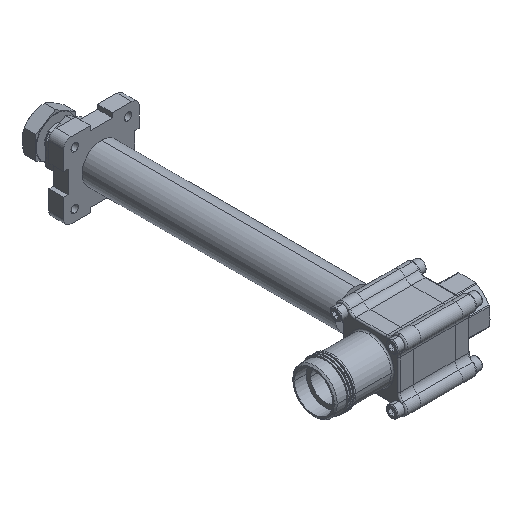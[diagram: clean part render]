
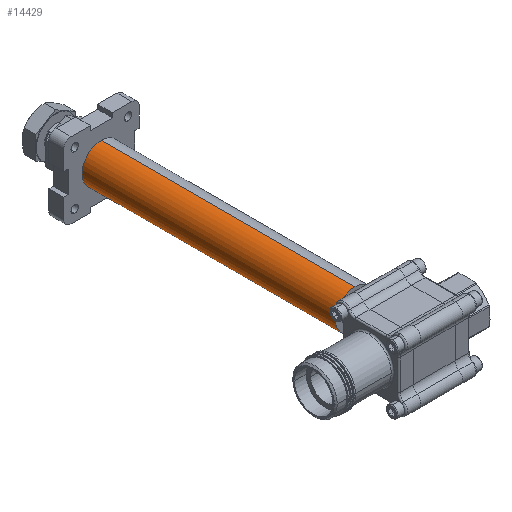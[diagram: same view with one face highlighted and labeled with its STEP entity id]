
A CAD part, isometric view. The second image highlights one B-rep face of the part: STEP entity #14429.
In plain terms, the highlighted cylindrical face has radius 13.1 mm (diameter 26.2 mm), a partial arc.
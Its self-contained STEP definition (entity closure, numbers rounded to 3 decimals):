
#96 = ORIENTED_EDGE ( 'NONE', *, *, #87393, .T. ) ;
#190 = AXIS2_PLACEMENT_3D ( 'NONE', #64576, #72693, #10300 ) ;
#1203 = CARTESIAN_POINT ( 'NONE',  ( 0., 34.67, 0. ) ) ;
#7811 = DIRECTION ( 'NONE',  ( 0., 0., -1. ) ) ;
#9309 = FACE_OUTER_BOUND ( 'NONE', #63267, .T. ) ;
#9797 = ORIENTED_EDGE ( 'NONE', *, *, #34743, .F. ) ;
#10300 = DIRECTION ( 'NONE',  ( 0., 0., -1. ) ) ;
#14429 = ADVANCED_FACE ( 'NONE', ( #9309 ), #94524, .T. ) ;
#15340 = LINE ( 'NONE', #23449, #96271 ) ;
#19506 = CIRCLE ( 'NONE', #56810, 13.1 ) ;
#21428 = DIRECTION ( 'NONE',  ( 0., -1., 0. ) ) ;
#21609 = DIRECTION ( 'NONE',  ( 0., -1., 0. ) ) ;
#22127 = EDGE_CURVE ( 'NONE', #69692, #41495, #82503, .T. ) ;
#23449 = CARTESIAN_POINT ( 'NONE',  ( 0., 0., -13.1 ) ) ;
#32636 = DIRECTION ( 'NONE',  ( 0., -1., 0. ) ) ;
#34123 = CARTESIAN_POINT ( 'NONE',  ( 0., 0., 0. ) ) ;
#34512 = AXIS2_PLACEMENT_3D ( 'NONE', #34123, #32636, #96509 ) ;
#34625 = ORIENTED_EDGE ( 'NONE', *, *, #65077, .T. ) ;
#34743 = EDGE_CURVE ( 'NONE', #41495, #71083, #19506, .T. ) ;
#36963 = VECTOR ( 'NONE', #21609, 1000. ) ;
#40850 = CARTESIAN_POINT ( 'NONE',  ( 0., 34.67, -13.1 ) ) ;
#41495 = VERTEX_POINT ( 'NONE', #47328 ) ;
#46348 = DIRECTION ( 'NONE',  ( 0., -1., 0. ) ) ;
#46870 = ORIENTED_EDGE ( 'NONE', *, *, #22127, .F. ) ;
#47328 = CARTESIAN_POINT ( 'NONE',  ( 0., 34.67, 13.1 ) ) ;
#51407 = VERTEX_POINT ( 'NONE', #74360 ) ;
#56810 = AXIS2_PLACEMENT_3D ( 'NONE', #1203, #46348, #7811 ) ;
#63267 = EDGE_LOOP ( 'NONE', ( #46870, #96, #34625, #9797 ) ) ;
#64576 = CARTESIAN_POINT ( 'NONE',  ( 0., 206., 0. ) ) ;
#65077 = EDGE_CURVE ( 'NONE', #51407, #71083, #15340, .T. ) ;
#69692 = VERTEX_POINT ( 'NONE', #84334 ) ;
#71083 = VERTEX_POINT ( 'NONE', #40850 ) ;
#72693 = DIRECTION ( 'NONE',  ( 0., -1., 0. ) ) ;
#74360 = CARTESIAN_POINT ( 'NONE',  ( 0., 206., -13.1 ) ) ;
#82503 = LINE ( 'NONE', #97710, #36963 ) ;
#84334 = CARTESIAN_POINT ( 'NONE',  ( 0., 206., 13.1 ) ) ;
#87393 = EDGE_CURVE ( 'NONE', #69692, #51407, #97325, .T. ) ;
#94524 = CYLINDRICAL_SURFACE ( 'NONE', #34512, 13.1 ) ;
#96271 = VECTOR ( 'NONE', #21428, 1000. ) ;
#96509 = DIRECTION ( 'NONE',  ( 0., 0., -1. ) ) ;
#97325 = CIRCLE ( 'NONE', #190, 13.1 ) ;
#97710 = CARTESIAN_POINT ( 'NONE',  ( 0., 0., 13.1 ) ) ;
